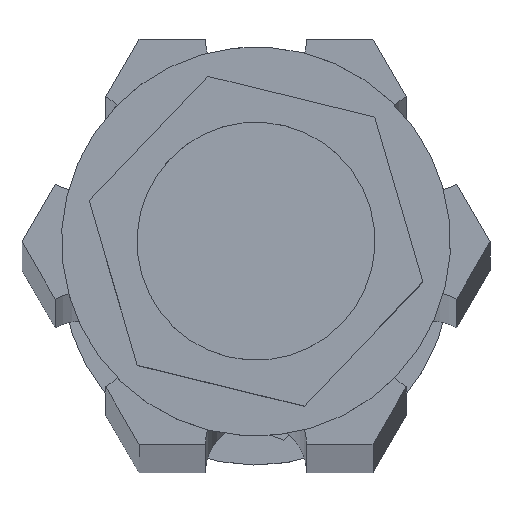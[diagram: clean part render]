
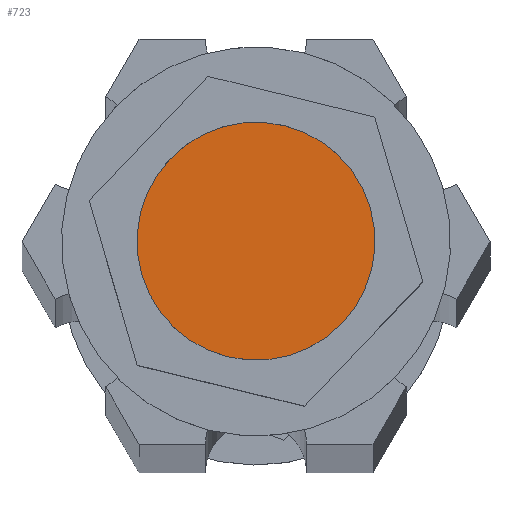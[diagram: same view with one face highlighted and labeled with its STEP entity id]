
A CAD part, top view. The second image highlights one B-rep face of the part: STEP entity #723.
In plain terms, the highlighted face is planar.
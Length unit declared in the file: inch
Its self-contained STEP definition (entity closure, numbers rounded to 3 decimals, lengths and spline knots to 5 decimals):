
#54=PLANE('',#792);
#239=FACE_OUTER_BOUND('',#286,.T.);
#286=EDGE_LOOP('',(#624));
#318=CIRCLE('',#778,0.1468);
#367=VERTEX_POINT('',#1142);
#452=EDGE_CURVE('',#367,#367,#318,.T.);
#624=ORIENTED_EDGE('',*,*,#452,.T.);
#723=ADVANCED_FACE('',(#239),#54,.F.);
#778=AXIS2_PLACEMENT_3D('',#1143,#930,#931);
#792=AXIS2_PLACEMENT_3D('',#1182,#963,#964);
#930=DIRECTION('center_axis',(-1.,0.,0.));
#931=DIRECTION('ref_axis',(0.,0.,1.));
#963=DIRECTION('center_axis',(1.,0.,0.));
#964=DIRECTION('ref_axis',(0.,0.,-1.));
#1142=CARTESIAN_POINT('',(-0.182,0.,0.1468));
#1143=CARTESIAN_POINT('Origin',(-0.182,0.,0.));
#1182=CARTESIAN_POINT('Origin',(-0.182,0.1468,0.));
